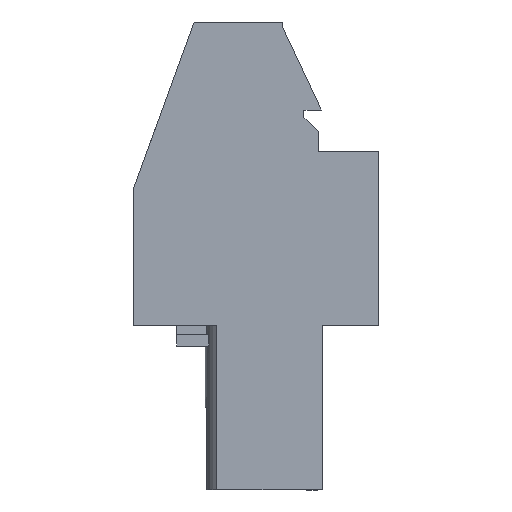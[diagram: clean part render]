
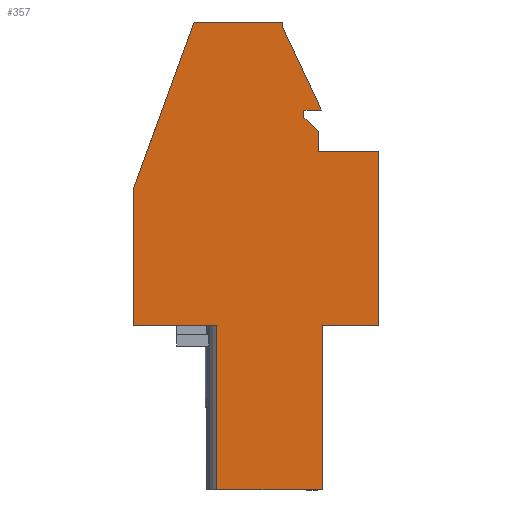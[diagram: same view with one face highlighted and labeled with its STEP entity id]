
A CAD part, left-side view. The second image highlights one B-rep face of the part: STEP entity #357.
In plain terms, the highlighted planar face has unit normal (-1, 0, 0).
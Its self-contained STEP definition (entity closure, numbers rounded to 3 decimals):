
#241=AXIS2_PLACEMENT_3D('Plane Axis2P3D',#238,#239,#240) ;
#49=CARTESIAN_POINT('Vertex',(0.,2.711,7.95)) ;
#52=CARTESIAN_POINT('Line Origine',(0.,2.711,3.975)) ;
#56=CARTESIAN_POINT('Vertex',(0.,2.711,0.)) ;
#107=CARTESIAN_POINT('Line Origine',(0.,1.356,7.95)) ;
#111=CARTESIAN_POINT('Vertex',(0.,0.,7.95)) ;
#238=CARTESIAN_POINT('Axis2P3D Location',(0.,12.132,0.)) ;
#243=CARTESIAN_POINT('Line Origine',(0.,5.261,0.)) ;
#247=CARTESIAN_POINT('Vertex',(0.,7.811,0.)) ;
#250=CARTESIAN_POINT('Line Origine',(0.,0.,12.15)) ;
#254=CARTESIAN_POINT('Vertex',(0.,0.,16.35)) ;
#257=CARTESIAN_POINT('Line Origine',(0.,1.45,16.35)) ;
#261=CARTESIAN_POINT('Vertex',(0.,2.9,16.35)) ;
#264=CARTESIAN_POINT('Line Origine',(0.,2.9,16.825)) ;
#268=CARTESIAN_POINT('Vertex',(0.,2.9,17.3)) ;
#271=CARTESIAN_POINT('Line Origine',(0.,3.25,17.65)) ;
#275=CARTESIAN_POINT('Vertex',(0.,3.6,18.)) ;
#278=CARTESIAN_POINT('Line Origine',(0.,3.6,18.175)) ;
#282=CARTESIAN_POINT('Vertex',(0.,3.6,18.35)) ;
#285=CARTESIAN_POINT('Line Origine',(0.,3.18,18.35)) ;
#289=CARTESIAN_POINT('Vertex',(0.,2.76,18.35)) ;
#292=CARTESIAN_POINT('Line Origine',(0.,3.704,20.375)) ;
#296=CARTESIAN_POINT('Vertex',(0.,4.649,22.4)) ;
#299=CARTESIAN_POINT('Line Origine',(0.,4.649,22.5)) ;
#303=CARTESIAN_POINT('Vertex',(0.,4.649,22.6)) ;
#306=CARTESIAN_POINT('Line Origine',(0.,6.778,22.6)) ;
#310=CARTESIAN_POINT('Vertex',(0.,8.908,22.6)) ;
#313=CARTESIAN_POINT('Line Origine',(0.,10.369,18.586)) ;
#317=CARTESIAN_POINT('Vertex',(0.,11.83,14.572)) ;
#320=CARTESIAN_POINT('Line Origine',(0.,11.83,11.261)) ;
#324=CARTESIAN_POINT('Vertex',(0.,11.83,7.95)) ;
#327=CARTESIAN_POINT('Line Origine',(0.,9.821,7.95)) ;
#331=CARTESIAN_POINT('Vertex',(0.,7.811,7.95)) ;
#334=CARTESIAN_POINT('Line Origine',(0.,7.811,3.975)) ;
#53=DIRECTION('Vector Direction',(0.,0.,1.)) ;
#108=DIRECTION('Vector Direction',(0.,1.,0.)) ;
#239=DIRECTION('Axis2P3D Direction',(-1.,0.,0.)) ;
#240=DIRECTION('Axis2P3D XDirection',(0.,-1.,0.)) ;
#244=DIRECTION('Vector Direction',(0.,1.,0.)) ;
#251=DIRECTION('Vector Direction',(0.,0.,1.)) ;
#258=DIRECTION('Vector Direction',(0.,1.,0.)) ;
#265=DIRECTION('Vector Direction',(0.,0.,1.)) ;
#272=DIRECTION('Vector Direction',(0.,0.707,0.707)) ;
#279=DIRECTION('Vector Direction',(0.,0.,1.)) ;
#286=DIRECTION('Vector Direction',(0.,-1.,0.)) ;
#293=DIRECTION('Vector Direction',(0.,0.423,0.906)) ;
#300=DIRECTION('Vector Direction',(0.,0.,1.)) ;
#307=DIRECTION('Vector Direction',(0.,1.,0.)) ;
#314=DIRECTION('Vector Direction',(0.,0.342,-0.94)) ;
#321=DIRECTION('Vector Direction',(0.,0.,1.)) ;
#328=DIRECTION('Vector Direction',(0.,-1.,0.)) ;
#335=DIRECTION('Vector Direction',(0.,0.,-1.)) ;
#54=VECTOR('Line Direction',#53,1.) ;
#109=VECTOR('Line Direction',#108,1.) ;
#245=VECTOR('Line Direction',#244,1.) ;
#252=VECTOR('Line Direction',#251,1.) ;
#259=VECTOR('Line Direction',#258,1.) ;
#266=VECTOR('Line Direction',#265,1.) ;
#273=VECTOR('Line Direction',#272,1.) ;
#280=VECTOR('Line Direction',#279,1.) ;
#287=VECTOR('Line Direction',#286,1.) ;
#294=VECTOR('Line Direction',#293,1.) ;
#301=VECTOR('Line Direction',#300,1.) ;
#308=VECTOR('Line Direction',#307,1.) ;
#315=VECTOR('Line Direction',#314,1.) ;
#322=VECTOR('Line Direction',#321,1.) ;
#329=VECTOR('Line Direction',#328,1.) ;
#336=VECTOR('Line Direction',#335,1.) ;
#340=ORIENTED_EDGE('',*,*,#249,.T.) ;
#341=ORIENTED_EDGE('',*,*,#58,.T.) ;
#342=ORIENTED_EDGE('',*,*,#113,.T.) ;
#343=ORIENTED_EDGE('',*,*,#256,.T.) ;
#344=ORIENTED_EDGE('',*,*,#263,.T.) ;
#345=ORIENTED_EDGE('',*,*,#270,.T.) ;
#346=ORIENTED_EDGE('',*,*,#277,.T.) ;
#347=ORIENTED_EDGE('',*,*,#284,.T.) ;
#348=ORIENTED_EDGE('',*,*,#291,.T.) ;
#349=ORIENTED_EDGE('',*,*,#298,.T.) ;
#350=ORIENTED_EDGE('',*,*,#305,.T.) ;
#351=ORIENTED_EDGE('',*,*,#312,.T.) ;
#352=ORIENTED_EDGE('',*,*,#319,.T.) ;
#353=ORIENTED_EDGE('',*,*,#326,.T.) ;
#354=ORIENTED_EDGE('',*,*,#333,.F.) ;
#355=ORIENTED_EDGE('',*,*,#338,.T.) ;
#357=ADVANCED_FACE('HOUSING',(#356),#242,.T.) ;
#58=EDGE_CURVE('',#57,#50,#55,.T.) ;
#113=EDGE_CURVE('',#50,#112,#110,.F.) ;
#249=EDGE_CURVE('',#248,#57,#246,.F.) ;
#256=EDGE_CURVE('',#112,#255,#253,.T.) ;
#263=EDGE_CURVE('',#255,#262,#260,.T.) ;
#270=EDGE_CURVE('',#262,#269,#267,.T.) ;
#277=EDGE_CURVE('',#269,#276,#274,.T.) ;
#284=EDGE_CURVE('',#276,#283,#281,.T.) ;
#291=EDGE_CURVE('',#283,#290,#288,.T.) ;
#298=EDGE_CURVE('',#290,#297,#295,.T.) ;
#305=EDGE_CURVE('',#297,#304,#302,.T.) ;
#312=EDGE_CURVE('',#304,#311,#309,.T.) ;
#319=EDGE_CURVE('',#311,#318,#316,.T.) ;
#326=EDGE_CURVE('',#318,#325,#323,.F.) ;
#333=EDGE_CURVE('',#332,#325,#330,.F.) ;
#338=EDGE_CURVE('',#332,#248,#337,.T.) ;
#339=EDGE_LOOP('',(#340,#341,#342,#343,#344,#345,#346,#347,#348,#349,#350,#351,#352,#353,#354,#355)) ;
#356=FACE_OUTER_BOUND('',#339,.T.) ;
#55=LINE('Line',#52,#54) ;
#110=LINE('Line',#107,#109) ;
#246=LINE('Line',#243,#245) ;
#253=LINE('Line',#250,#252) ;
#260=LINE('Line',#257,#259) ;
#267=LINE('Line',#264,#266) ;
#274=LINE('Line',#271,#273) ;
#281=LINE('Line',#278,#280) ;
#288=LINE('Line',#285,#287) ;
#295=LINE('Line',#292,#294) ;
#302=LINE('Line',#299,#301) ;
#309=LINE('Line',#306,#308) ;
#316=LINE('Line',#313,#315) ;
#323=LINE('Line',#320,#322) ;
#330=LINE('Line',#327,#329) ;
#337=LINE('Line',#334,#336) ;
#242=PLANE('',#241) ;
#50=VERTEX_POINT('',#49) ;
#57=VERTEX_POINT('',#56) ;
#112=VERTEX_POINT('',#111) ;
#248=VERTEX_POINT('',#247) ;
#255=VERTEX_POINT('',#254) ;
#262=VERTEX_POINT('',#261) ;
#269=VERTEX_POINT('',#268) ;
#276=VERTEX_POINT('',#275) ;
#283=VERTEX_POINT('',#282) ;
#290=VERTEX_POINT('',#289) ;
#297=VERTEX_POINT('',#296) ;
#304=VERTEX_POINT('',#303) ;
#311=VERTEX_POINT('',#310) ;
#318=VERTEX_POINT('',#317) ;
#325=VERTEX_POINT('',#324) ;
#332=VERTEX_POINT('',#331) ;
